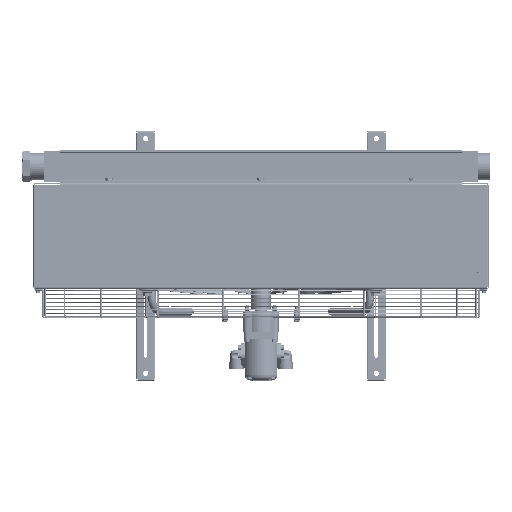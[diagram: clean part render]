
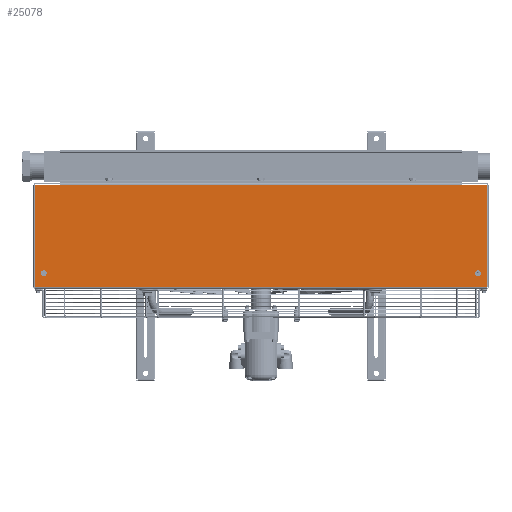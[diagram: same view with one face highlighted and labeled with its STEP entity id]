
A CAD part, left-side view. The second image highlights one B-rep face of the part: STEP entity #25078.
In plain terms, the highlighted planar face has unit normal (-1, 0, 0).
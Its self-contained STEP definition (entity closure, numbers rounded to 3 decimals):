
#23745=CARTESIAN_POINT('',(-592.5,-588.5,-203.5));
#23746=VERTEX_POINT('',#23745);
#23778=CARTESIAN_POINT('',(-592.5,-588.5,63.5));
#23779=VERTEX_POINT('',#23778);
#23787=CARTESIAN_POINT('',(-592.5,-588.5,-203.5));
#23788=DIRECTION('',(0.0,0.0,1.0));
#23789=VECTOR('',#23788,267.0);
#23790=LINE('',#23787,#23789);
#23791=EDGE_CURVE('',#23746,#23779,#23790,.T.);
#23966=CARTESIAN_POINT('',(-592.5,-558.5,-167.5));
#23967=VERTEX_POINT('',#23966);
#23968=CARTESIAN_POINT('',(-592.5,-565.,-167.5));
#23969=DIRECTION('',(1.0,0.0,0.0));
#23970=DIRECTION('',(0.0,1.0,0.0));
#23971=AXIS2_PLACEMENT_3D('',#23968,#23969,#23970);
#23972=CIRCLE('',#23971,6.5);
#23973=EDGE_CURVE('',#23967,#23967,#23972,.T.);
#23994=CARTESIAN_POINT('',(-592.5,571.5,-167.5));
#23995=VERTEX_POINT('',#23994);
#23996=CARTESIAN_POINT('',(-592.5,565.,-167.5));
#23997=DIRECTION('',(1.0,0.0,0.0));
#23998=DIRECTION('',(0.0,1.0,0.0));
#23999=AXIS2_PLACEMENT_3D('',#23996,#23997,#23998);
#24000=CIRCLE('',#23999,6.5);
#24001=EDGE_CURVE('',#23995,#23995,#24000,.T.);
#24606=CARTESIAN_POINT('',(-592.5,-522.,63.5));
#24607=VERTEX_POINT('',#24606);
#24764=CARTESIAN_POINT('',(-592.5,522.0,63.5));
#24765=VERTEX_POINT('',#24764);
#24935=CARTESIAN_POINT('',(-592.5,588.5,-203.5));
#24936=VERTEX_POINT('',#24935);
#24960=CARTESIAN_POINT('',(-592.5,588.5,63.5));
#24961=VERTEX_POINT('',#24960);
#24962=CARTESIAN_POINT('',(-592.5,588.5,63.5));
#24963=DIRECTION('',(0.0,0.0,-1.0));
#24964=VECTOR('',#24963,267.0);
#24965=LINE('',#24962,#24964);
#24966=EDGE_CURVE('',#24961,#24936,#24965,.T.);
#25010=CARTESIAN_POINT('',(-592.5,522.0,63.5));
#25011=DIRECTION('',(0.0,1.0,0.0));
#25012=VECTOR('',#25011,66.5);
#25013=LINE('',#25010,#25012);
#25014=EDGE_CURVE('',#24765,#24961,#25013,.T.);
#25040=CARTESIAN_POINT('',(-592.5,-522.0,63.5));
#25041=DIRECTION('',(0.0,1.0,0.0));
#25042=VECTOR('',#25041,1044.0);
#25043=LINE('',#25040,#25042);
#25044=EDGE_CURVE('',#24607,#24765,#25043,.T.);
#25049=CARTESIAN_POINT('',(-592.5,0.,-69.));
#25050=DIRECTION('',(-1.0,0.0,0.0));
#25051=DIRECTION('',(0.0,0.0,1.0));
#25052=AXIS2_PLACEMENT_3D('',#25049,#25050,#25051);
#25053=PLANE('',#25052);
#25054=ORIENTED_EDGE('',*,*,#24966,.T.);
#25055=CARTESIAN_POINT('',(-592.5,588.5,-203.5));
#25056=DIRECTION('',(0.0,-1.0,0.0));
#25057=VECTOR('',#25056,1177.);
#25058=LINE('',#25055,#25057);
#25059=EDGE_CURVE('',#24936,#23746,#25058,.T.);
#25060=ORIENTED_EDGE('',*,*,#25059,.T.);
#25061=ORIENTED_EDGE('',*,*,#23791,.T.);
#25062=CARTESIAN_POINT('',(-592.5,-588.5,63.5));
#25063=DIRECTION('',(0.0,1.0,0.0));
#25064=VECTOR('',#25063,66.5);
#25065=LINE('',#25062,#25064);
#25066=EDGE_CURVE('',#23779,#24607,#25065,.T.);
#25067=ORIENTED_EDGE('',*,*,#25066,.T.);
#25068=ORIENTED_EDGE('',*,*,#25044,.T.);
#25069=ORIENTED_EDGE('',*,*,#25014,.T.);
#25070=EDGE_LOOP('',(#25054,#25060,#25061,#25067,#25068,#25069));
#25071=FACE_OUTER_BOUND('',#25070,.T.);
#25072=ORIENTED_EDGE('',*,*,#23973,.T.);
#25073=EDGE_LOOP('',(#25072));
#25074=FACE_BOUND('',#25073,.T.);
#25075=ORIENTED_EDGE('',*,*,#24001,.T.);
#25076=EDGE_LOOP('',(#25075));
#25077=FACE_BOUND('',#25076,.T.);
#25078=ADVANCED_FACE('',(#25071,#25074,#25077),#25053,.T.);
